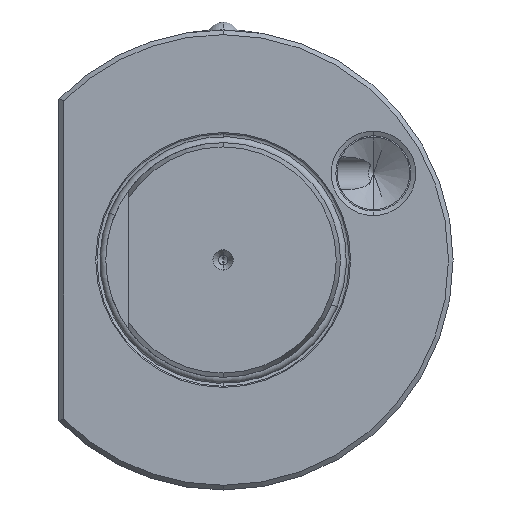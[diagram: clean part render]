
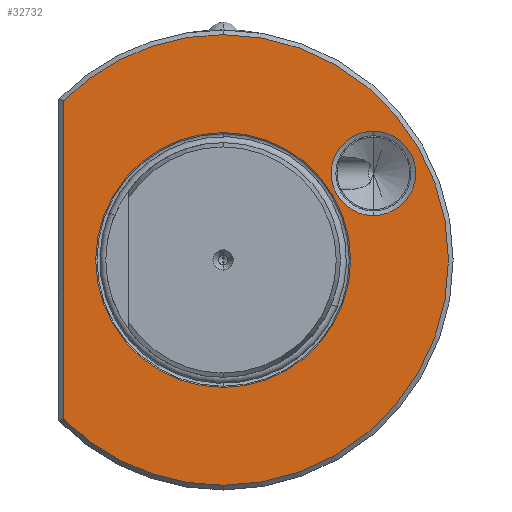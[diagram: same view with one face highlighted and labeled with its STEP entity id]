
A CAD part, left-side view. The second image highlights one B-rep face of the part: STEP entity #32732.
In plain terms, the highlighted planar face has unit normal (-1, 0, 0).
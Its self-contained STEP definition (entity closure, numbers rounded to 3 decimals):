
#934 = VERTEX_POINT ( 'NONE', #33451 ) ;
#6042 = FACE_BOUND ( 'NONE', #29367, .T. ) ;
#6049 = FACE_BOUND ( 'NONE', #29381, .T. ) ;
#6051 = FACE_OUTER_BOUND ( 'NONE', #29321, .T. ) ;
#8315 = CARTESIAN_POINT ( 'NONE',  ( 2., 0., 27.15 ) ) ;
#8405 = CARTESIAN_POINT ( 'NONE',  ( 2., 0., -48. ) ) ;
#8435 = CARTESIAN_POINT ( 'NONE',  ( 2., 0., 48. ) ) ;
#8448 = CARTESIAN_POINT ( 'NONE',  ( 2., 34., 33.882 ) ) ;
#8767 = CARTESIAN_POINT ( 'NONE',  ( 2., -32.01, 27.46 ) ) ;
#8791 = CARTESIAN_POINT ( 'NONE',  ( 2., -32.01, 9.46 ) ) ;
#17506 = EDGE_CURVE ( 'NONE', #31828, #31820, #31733, .T. ) ;
#18375 = PLANE ( 'NONE',  #32365 ) ;
#18395 = DIRECTION ( 'NONE',  ( 1., 0., 0. ) ) ;
#18413 = DIRECTION ( 'NONE',  ( 0., 0., -1. ) ) ;
#18418 = CARTESIAN_POINT ( 'NONE',  ( 2., 25., 0. ) ) ;
#19009 = CARTESIAN_POINT ( 'NONE',  ( 2., 0., -27.15 ) ) ;
#19018 = DIRECTION ( 'NONE',  ( 1., 0., 0. ) ) ;
#19021 = CARTESIAN_POINT ( 'NONE',  ( 2., 0., 0. ) ) ;
#19034 = DIRECTION ( 'NONE',  ( 0., 0., -1. ) ) ;
#19249 = CARTESIAN_POINT ( 'NONE',  ( 2., 0., 0. ) ) ;
#19250 = DIRECTION ( 'NONE',  ( 0., 0., -1. ) ) ;
#19287 = DIRECTION ( 'NONE',  ( 1., 0., 0. ) ) ;
#19300 = DIRECTION ( 'NONE',  ( 0., 0., -1. ) ) ;
#19316 = DIRECTION ( 'NONE',  ( 1., 0., 0. ) ) ;
#19330 = CARTESIAN_POINT ( 'NONE',  ( 2., 0., 0. ) ) ;
#21027 = CIRCLE ( 'NONE', #32299, 27.15 ) ;
#21040 = LINE ( 'NONE', #31938, #21045 ) ;
#21045 = VECTOR ( 'NONE', #31943, 1000. ) ;
#21328 = VERTEX_POINT ( 'NONE', #19009 ) ;
#21516 = ORIENTED_EDGE ( 'NONE', *, *, #23859, .T. ) ;
#21519 = ORIENTED_EDGE ( 'NONE', *, *, #32541, .T. ) ;
#21526 = ORIENTED_EDGE ( 'NONE', *, *, #32593, .T. ) ;
#21532 = ORIENTED_EDGE ( 'NONE', *, *, #32540, .T. ) ;
#21539 = ORIENTED_EDGE ( 'NONE', *, *, #17506, .T. ) ;
#21569 = ORIENTED_EDGE ( 'NONE', *, *, #26034, .F. ) ;
#21577 = ORIENTED_EDGE ( 'NONE', *, *, #32552, .F. ) ;
#21629 = ORIENTED_EDGE ( 'NONE', *, *, #26025, .F. ) ;
#22472 = DIRECTION ( 'NONE',  ( 1., 0., 0. ) ) ;
#22492 = CARTESIAN_POINT ( 'NONE',  ( 2., -32.01, 18.46 ) ) ;
#22494 = DIRECTION ( 'NONE',  ( 0., 0., -1. ) ) ;
#23859 = EDGE_CURVE ( 'NONE', #30617, #21328, #37947, .T. ) ;
#26025 = EDGE_CURVE ( 'NONE', #30685, #30638, #37993, .T. ) ;
#26034 = EDGE_CURVE ( 'NONE', #30676, #30685, #37878, .T. ) ;
#27496 = DIRECTION ( 'NONE',  ( 0., 0., -1. ) ) ;
#27514 = DIRECTION ( 'NONE',  ( 1., 0., 0. ) ) ;
#27521 = CARTESIAN_POINT ( 'NONE',  ( 2., -32.01, 18.46 ) ) ;
#29321 = EDGE_LOOP ( 'NONE', ( #21569, #21519, #21577, #21629 ) ) ;
#29367 = EDGE_LOOP ( 'NONE', ( #21539, #21526 ) ) ;
#29381 = EDGE_LOOP ( 'NONE', ( #21516, #21532 ) ) ;
#30617 = VERTEX_POINT ( 'NONE', #8315 ) ;
#30638 = VERTEX_POINT ( 'NONE', #8405 ) ;
#30676 = VERTEX_POINT ( 'NONE', #8448 ) ;
#30685 = VERTEX_POINT ( 'NONE', #8435 ) ;
#31733 = CIRCLE ( 'NONE', #32175, 9. ) ;
#31820 = VERTEX_POINT ( 'NONE', #8791 ) ;
#31828 = VERTEX_POINT ( 'NONE', #8767 ) ;
#31916 = DIRECTION ( 'NONE',  ( 0., 0., -1. ) ) ;
#31927 = CARTESIAN_POINT ( 'NONE',  ( 2., 0., 0. ) ) ;
#31938 = CARTESIAN_POINT ( 'NONE',  ( 2., 34., -32.848 ) ) ;
#31943 = DIRECTION ( 'NONE',  ( 0., 0., -1. ) ) ;
#31955 = DIRECTION ( 'NONE',  ( 1., 0., 0. ) ) ;
#31973 = DIRECTION ( 'NONE',  ( 1., 0., 0. ) ) ;
#31984 = CARTESIAN_POINT ( 'NONE',  ( 2., 0., 0. ) ) ;
#31985 = DIRECTION ( 'NONE',  ( 0., 0., -1. ) ) ;
#32175 = AXIS2_PLACEMENT_3D ( 'NONE', #22492, #22472, #22494 ) ;
#32237 = AXIS2_PLACEMENT_3D ( 'NONE', #19330, #19316, #19300 ) ;
#32240 = AXIS2_PLACEMENT_3D ( 'NONE', #19021, #19018, #19034 ) ;
#32250 = AXIS2_PLACEMENT_3D ( 'NONE', #19249, #19287, #19250 ) ;
#32292 = AXIS2_PLACEMENT_3D ( 'NONE', #27521, #27514, #27496 ) ;
#32299 = AXIS2_PLACEMENT_3D ( 'NONE', #31927, #31955, #31916 ) ;
#32302 = AXIS2_PLACEMENT_3D ( 'NONE', #31984, #31973, #31985 ) ;
#32365 = AXIS2_PLACEMENT_3D ( 'NONE', #18418, #18395, #18413 ) ;
#32540 = EDGE_CURVE ( 'NONE', #21328, #30617, #21027, .T. ) ;
#32541 = EDGE_CURVE ( 'NONE', #30676, #934, #21040, .T. ) ;
#32552 = EDGE_CURVE ( 'NONE', #30638, #934, #33159, .T. ) ;
#32593 = EDGE_CURVE ( 'NONE', #31820, #31828, #33189, .T. ) ;
#32732 = ADVANCED_FACE ( 'NONE', ( #6049, #6042, #6051 ), #18375, .F. ) ;
#33159 = CIRCLE ( 'NONE', #32302, 48. ) ;
#33189 = CIRCLE ( 'NONE', #32292, 9. ) ;
#33451 = CARTESIAN_POINT ( 'NONE',  ( 2., 34., -33.882 ) ) ;
#37878 = CIRCLE ( 'NONE', #32237, 48. ) ;
#37947 = CIRCLE ( 'NONE', #32240, 27.15 ) ;
#37993 = CIRCLE ( 'NONE', #32250, 48. ) ;
